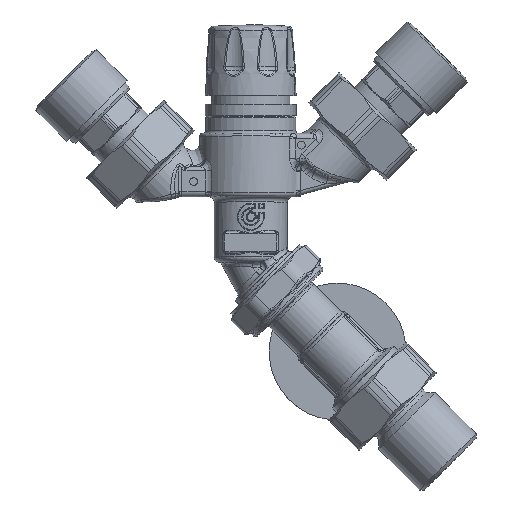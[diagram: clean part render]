
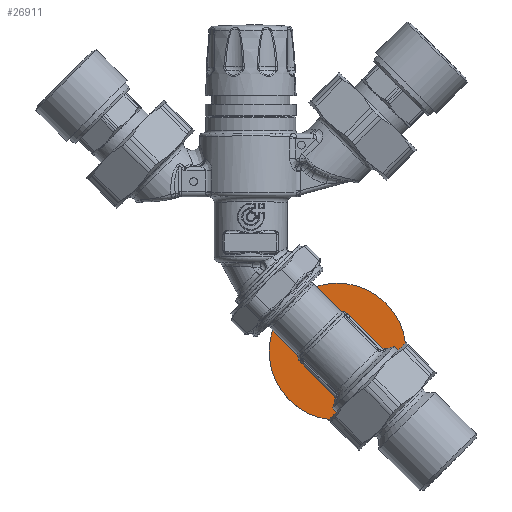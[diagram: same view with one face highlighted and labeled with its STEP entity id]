
A CAD part, top view. The second image highlights one B-rep face of the part: STEP entity #26911.
In plain terms, the highlighted planar face has unit normal (0, 0, 1).
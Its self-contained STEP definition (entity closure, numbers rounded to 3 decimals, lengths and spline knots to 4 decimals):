
#2280=FACE_BOUND('',#5526,.T.);
#3788=FACE_OUTER_BOUND('',#5525,.T.);
#5525=EDGE_LOOP('',(#20429));
#5526=EDGE_LOOP('',(#20430));
#9193=CIRCLE('',#29336,1.03);
#9195=CIRCLE('',#29340,0.3);
#11120=VERTEX_POINT('',#67493);
#11122=VERTEX_POINT('',#67500);
#14330=EDGE_CURVE('',#11120,#11120,#9193,.T.);
#14333=EDGE_CURVE('',#11122,#11122,#9195,.T.);
#20429=ORIENTED_EDGE('',*,*,#14330,.T.);
#20430=ORIENTED_EDGE('',*,*,#14333,.T.);
#24023=PLANE('',#29341);
#26911=ADVANCED_FACE('',(#3788,#2280),#24023,.F.);
#29336=AXIS2_PLACEMENT_3D('',#67495,#34482,#34483);
#29340=AXIS2_PLACEMENT_3D('',#67502,#34491,#34492);
#29341=AXIS2_PLACEMENT_3D('',#67503,#34493,#34494);
#34482=DIRECTION('center_axis',(0.,0.,
1.));
#34483=DIRECTION('ref_axis',(-0.707,0.707,0.));
#34491=DIRECTION('center_axis',(0.,0.,
-1.));
#34492=DIRECTION('ref_axis',(0.707,-0.707,0.));
#34493=DIRECTION('center_axis',(0.,0.,
-1.));
#34494=DIRECTION('ref_axis',(0.707,-0.707,0.));
#67493=CARTESIAN_POINT('',(2.0348,-3.5269,-2.4095));
#67495=CARTESIAN_POINT('Origin',(1.3064,-2.7986,-2.4095));
#67500=CARTESIAN_POINT('',(1.0943,-2.5864,-2.4095));
#67502=CARTESIAN_POINT('Origin',(1.3064,-2.7986,-2.4095));
#67503=CARTESIAN_POINT('Origin',(1.3064,-2.7986,-2.4095));
